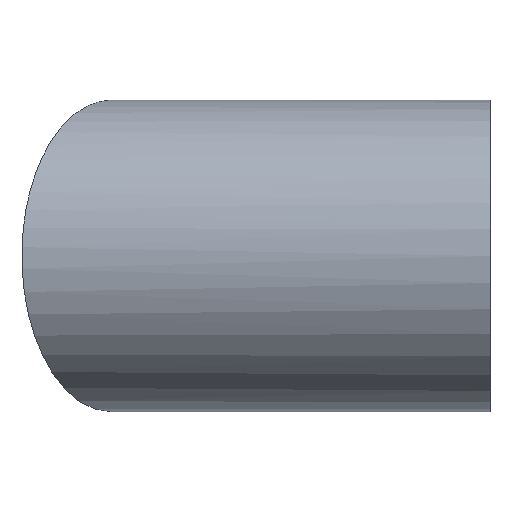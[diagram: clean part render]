
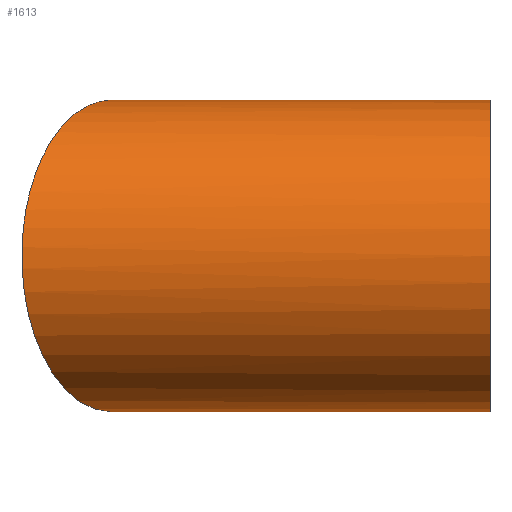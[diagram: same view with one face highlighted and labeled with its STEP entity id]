
A CAD part, left-side view. The second image highlights one B-rep face of the part: STEP entity #1613.
In plain terms, the highlighted cylindrical face has radius 55 mm (diameter 110 mm), a full revolution.
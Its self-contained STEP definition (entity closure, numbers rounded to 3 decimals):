
#1613 = ADVANCED_FACE( '', ( #3743, #3744 ), #3745, .T. );
#3743 = FACE_OUTER_BOUND( '', #6074, .T. );
#3744 = FACE_OUTER_BOUND( '', #6075, .T. );
#3745 = CYLINDRICAL_SURFACE( '', #6076, 55. );
#6074 = EDGE_LOOP( '', ( #11579 ) );
#6075 = EDGE_LOOP( '', ( #11580 ) );
#6076 = AXIS2_PLACEMENT_3D( '', #11581, #11582, #11583 );
#11579 = ORIENTED_EDGE( '', *, *, #13618, .T. );
#11580 = ORIENTED_EDGE( '', *, *, #15687, .F. );
#11581 = CARTESIAN_POINT( '', ( 0., 0., 0. ) );
#11582 = DIRECTION( '', ( 0., 1., 0. ) );
#11583 = DIRECTION( '', ( 0., 0., -1. ) );
#13618 = EDGE_CURVE( '', #16467, #16467, #16468, .F. );
#15687 = EDGE_CURVE( '', #19642, #19642, #19643, .T. );
#16467 = VERTEX_POINT( '', #20640 );
#16468 = ELLIPSE( '', #20641, 63.509, 55. );
#19642 = VERTEX_POINT( '', #25494 );
#19643 = CIRCLE( '', #25495, 55. );
#20640 = CARTESIAN_POINT( '', ( 55., 101.732, 0. ) );
#20641 = AXIS2_PLACEMENT_3D( '', #26081, #26082, #26083 );
#25494 = CARTESIAN_POINT( '', ( 0., 0., -55. ) );
#25495 = AXIS2_PLACEMENT_3D( '', #27772, #27773, #27774 );
#26081 = CARTESIAN_POINT( '', ( 0., 133.486, 0. ) );
#26082 = DIRECTION( '', ( 0.5, 0.866, 0. ) );
#26083 = DIRECTION( '', ( 0.866, -0.5, 0. ) );
#27772 = CARTESIAN_POINT( '', ( 0., 0., 0. ) );
#27773 = DIRECTION( '', ( 0., -1., 0. ) );
#27774 = DIRECTION( '', ( 0., 0., -1. ) );
